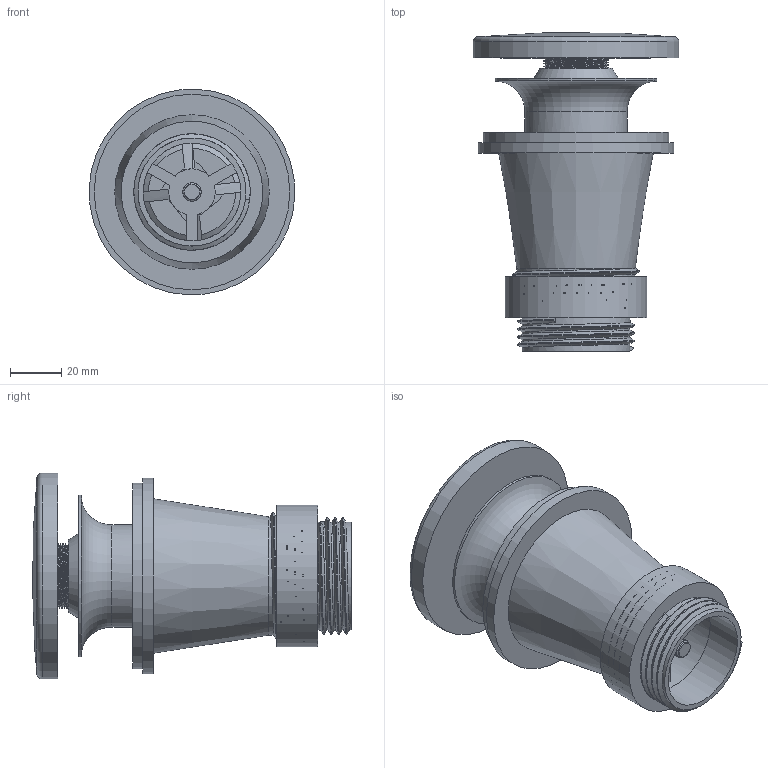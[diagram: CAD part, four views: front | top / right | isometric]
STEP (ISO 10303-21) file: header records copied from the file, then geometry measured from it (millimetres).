
FILE_DESCRIPTION (( 'STEP AP214' ), '1' );
FILE_NAME ('抔喚 膹魛.STEP', '2022-07-28T09:49:06', ( 'User Windows' ), ( '' ), 'SwSTEP 2.0', 'SolidWorks 2020', '' );
FILE_SCHEMA (( 'AUTOMOTIVE_DESIGN' ));
Length unit declared in the file: millimetre
Products named in the file (8): 鎔艜; 膹鴀 膹魛; 扰儑罻; 抔喚 膹魛; 栫謥儰縺; 櫇謥麚僾鴀; 语腩蝽栩咫铄 觐朦鲱; ãîðëîâèíà
Assembly tree (7 placements, depth 2):
  抔喚 膹魛
    栫謥儰縺
    语腩蝽栩咫铄 觐朦鲱
    ãîðëîâèíà
    鎔艜
    膹鴀 膹魛
    扰儑罻
    櫇謥麚僾鴀
Bounding box: 79.95 x 123.8 x 79.95 mm (x, y, z)
Volume: 126656.6 mm3; surface area: 84593.6 mm2
Topology: 8 solids, 8 shells, 148 faces, 361 edges, 230 vertices
Faces by surface type: plane 66, cylinder 43, bspline 27, cone 8, torus 3, sphere 1
Full cylindrical faces by diameter (mm): 6 x1, 10 x1, 25 x2, 34 x2, 38 x2, 40 x1, 42 x1, 51 x4, 55 x2, 61 x1, 63 x1, 72 x2, 76 x1, 80 x1
Entity records: 25012 total; most frequent: CARTESIAN_POINT 21629, ORIENTED_EDGE 624, DIRECTION 588, EDGE_CURVE 312, AXIS2_PLACEMENT_3D 235, VERTEX_POINT 214, EDGE_LOOP 198, FACE_OUTER_BOUND 166
